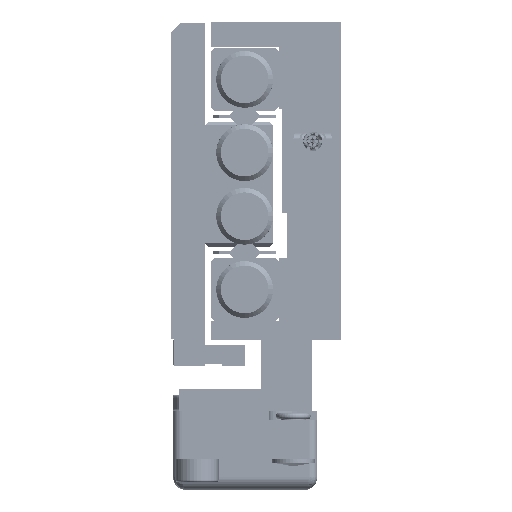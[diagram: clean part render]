
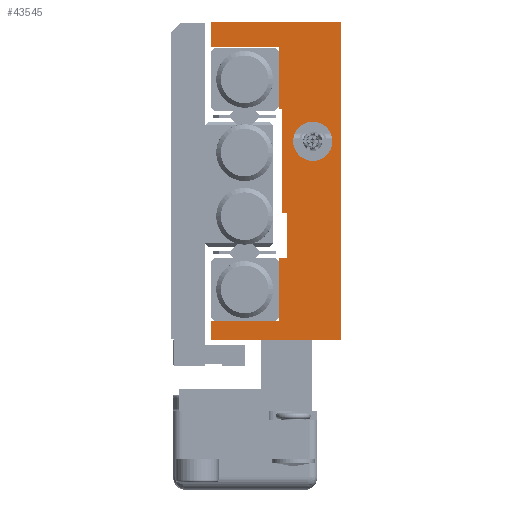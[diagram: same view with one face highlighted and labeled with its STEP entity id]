
A CAD part, left-side view. The second image highlights one B-rep face of the part: STEP entity #43545.
In plain terms, the highlighted planar face has unit normal (-1, 0, 0).
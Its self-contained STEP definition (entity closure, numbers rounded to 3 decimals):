
#687 = CARTESIAN_POINT ( 'NONE',  ( -75., 4.8, -6.8 ) ) ;
#1284 = VERTEX_POINT ( 'NONE', #11874 ) ;
#1316 = VERTEX_POINT ( 'NONE', #87864 ) ;
#1826 = CARTESIAN_POINT ( 'NONE',  ( -75., 4.8, -2.8 ) ) ;
#1943 = VERTEX_POINT ( 'NONE', #46816 ) ;
#3204 = FACE_OUTER_BOUND ( 'NONE', #22689, .T. ) ;
#5448 = VERTEX_POINT ( 'NONE', #23390 ) ;
#6113 = LINE ( 'NONE', #41647, #66466 ) ;
#7516 = DIRECTION ( 'NONE',  ( 0., -1., 0. ) ) ;
#9655 = ORIENTED_EDGE ( 'NONE', *, *, #13275, .T. ) ;
#9737 = DIRECTION ( 'NONE',  ( 0., 1., 0. ) ) ;
#9762 = DIRECTION ( 'NONE',  ( 0., 0., 1. ) ) ;
#11226 = EDGE_CURVE ( 'NONE', #87295, #81324, #50657, .T. ) ;
#11874 = CARTESIAN_POINT ( 'NONE',  ( -75., 5.5, 6.3 ) ) ;
#12561 = VERTEX_POINT ( 'NONE', #63732 ) ;
#12775 = VERTEX_POINT ( 'NONE', #86236 ) ;
#13275 = EDGE_CURVE ( 'NONE', #83903, #67274, #64070, .T. ) ;
#13322 = LINE ( 'NONE', #687, #83135 ) ;
#14158 = VECTOR ( 'NONE', #30357, 1000. ) ;
#14284 = CARTESIAN_POINT ( 'NONE',  ( -75., 5.5, 14. ) ) ;
#14783 = EDGE_CURVE ( 'NONE', #15116, #47301, #34539, .T. ) ;
#15116 = VERTEX_POINT ( 'NONE', #58958 ) ;
#15162 = CARTESIAN_POINT ( 'NONE',  ( -75., 5.5, 11.8 ) ) ;
#15291 = ORIENTED_EDGE ( 'NONE', *, *, #85141, .F. ) ;
#16518 = EDGE_CURVE ( 'NONE', #58710, #12775, #68119, .T. ) ;
#16782 = VECTOR ( 'NONE', #84599, 1000. ) ;
#17137 = CARTESIAN_POINT ( 'NONE',  ( -75., 2.5, 5.227 ) ) ;
#17333 = EDGE_CURVE ( 'NONE', #67274, #41750, #56334, .T. ) ;
#17852 = DIRECTION ( 'NONE',  ( 0., -1., 0. ) ) ;
#18682 = EDGE_CURVE ( 'NONE', #63253, #1943, #59106, .T. ) ;
#19059 = CARTESIAN_POINT ( 'NONE',  ( -75., 5.2, 6.3 ) ) ;
#20370 = AXIS2_PLACEMENT_3D ( 'NONE', #35501, #23317, #50290 ) ;
#21021 = LINE ( 'NONE', #14284, #41686 ) ;
#21045 = DIRECTION ( 'NONE',  ( 0., 0., 1. ) ) ;
#21281 = EDGE_CURVE ( 'NONE', #5448, #15116, #58830, .T. ) ;
#22400 = CARTESIAN_POINT ( 'NONE',  ( -75., 11.5, 11.8 ) ) ;
#22689 = EDGE_LOOP ( 'NONE', ( #37718, #42434, #51280, #72236, #44910, #47738, #25895, #86937, #9655, #66840, #15291, #39165, #61751, #24057 ) ) ;
#23317 = DIRECTION ( 'NONE',  ( -1., 0., 0. ) ) ;
#23390 = CARTESIAN_POINT ( 'NONE',  ( -75., 11.5, -14. ) ) ;
#23450 = PLANE ( 'NONE',  #83861 ) ;
#24057 = ORIENTED_EDGE ( 'NONE', *, *, #16518, .F. ) ;
#24905 = EDGE_LOOP ( 'NONE', ( #81079, #54274 ) ) ;
#25895 = ORIENTED_EDGE ( 'NONE', *, *, #14783, .T. ) ;
#26120 = VECTOR ( 'NONE', #70222, 1000. ) ;
#27457 = VERTEX_POINT ( 'NONE', #19059 ) ;
#27720 = VECTOR ( 'NONE', #77941, 1000. ) ;
#29222 = EDGE_CURVE ( 'NONE', #87295, #12561, #65481, .T. ) ;
#29779 = VECTOR ( 'NONE', #9737, 1000. ) ;
#29822 = LINE ( 'NONE', #57270, #27720 ) ;
#30357 = DIRECTION ( 'NONE',  ( 0., 0., -1. ) ) ;
#31975 = FACE_BOUND ( 'NONE', #24905, .T. ) ;
#34539 = LINE ( 'NONE', #82632, #57317 ) ;
#35306 = CARTESIAN_POINT ( 'NONE',  ( -75., 2.5, 3.5 ) ) ;
#35501 = CARTESIAN_POINT ( 'NONE',  ( -75., 2.5, 3.5 ) ) ;
#35901 = CARTESIAN_POINT ( 'NONE',  ( -75., 11.5, 14. ) ) ;
#36496 = CARTESIAN_POINT ( 'NONE',  ( -75., 0., 14. ) ) ;
#37718 = ORIENTED_EDGE ( 'NONE', *, *, #80143, .F. ) ;
#38079 = LINE ( 'NONE', #65467, #79032 ) ;
#39165 = ORIENTED_EDGE ( 'NONE', *, *, #82131, .F. ) ;
#41647 = CARTESIAN_POINT ( 'NONE',  ( -75., 5.2, 6.3 ) ) ;
#41686 = VECTOR ( 'NONE', #7516, 1000. ) ;
#41750 = VERTEX_POINT ( 'NONE', #15162 ) ;
#42434 = ORIENTED_EDGE ( 'NONE', *, *, #76314, .F. ) ;
#43545 = ADVANCED_FACE ( 'NONE', ( #31975, #3204 ), #23450, .F. ) ;
#44177 = DIRECTION ( 'NONE',  ( 0., -1., 0. ) ) ;
#44910 = ORIENTED_EDGE ( 'NONE', *, *, #78621, .T. ) ;
#45909 = VECTOR ( 'NONE', #9762, 1000. ) ;
#46816 = CARTESIAN_POINT ( 'NONE',  ( -75., 2.5, 1.773 ) ) ;
#47301 = VERTEX_POINT ( 'NONE', #36496 ) ;
#47441 = DIRECTION ( 'NONE',  ( -1., 0., 0. ) ) ;
#47738 = ORIENTED_EDGE ( 'NONE', *, *, #21281, .T. ) ;
#50290 = DIRECTION ( 'NONE',  ( 0., 0., 1. ) ) ;
#50489 = EDGE_CURVE ( 'NONE', #12775, #27457, #6113, .T. ) ;
#50657 = LINE ( 'NONE', #71348, #29779 ) ;
#50874 = DIRECTION ( 'NONE',  ( 1., 0., 0. ) ) ;
#51280 = ORIENTED_EDGE ( 'NONE', *, *, #29222, .F. ) ;
#52080 = CARTESIAN_POINT ( 'NONE',  ( -75., 5.5, -14. ) ) ;
#53291 = CARTESIAN_POINT ( 'NONE',  ( -75., 4.8, -2.8 ) ) ;
#54274 = ORIENTED_EDGE ( 'NONE', *, *, #86857, .F. ) ;
#54722 = AXIS2_PLACEMENT_3D ( 'NONE', #35306, #47441, #62265 ) ;
#55405 = DIRECTION ( 'NONE',  ( 0., 0., 1. ) ) ;
#56209 = VECTOR ( 'NONE', #55405, 1000. ) ;
#56334 = LINE ( 'NONE', #78334, #87761 ) ;
#57161 = CARTESIAN_POINT ( 'NONE',  ( -75., 11.5, -14. ) ) ;
#57270 = CARTESIAN_POINT ( 'NONE',  ( -75., 5.5, 6.3 ) ) ;
#57317 = VECTOR ( 'NONE', #21045, 1000. ) ;
#58050 = LINE ( 'NONE', #57161, #16782 ) ;
#58710 = VERTEX_POINT ( 'NONE', #1826 ) ;
#58830 = LINE ( 'NONE', #52080, #26120 ) ;
#58958 = CARTESIAN_POINT ( 'NONE',  ( -75., 0., -14. ) ) ;
#59106 = CIRCLE ( 'NONE', #20370, 1.727 ) ;
#59416 = CARTESIAN_POINT ( 'NONE',  ( -75., 11.5, -12.3 ) ) ;
#61751 = ORIENTED_EDGE ( 'NONE', *, *, #50489, .F. ) ;
#62265 = DIRECTION ( 'NONE',  ( 0., 0., 1. ) ) ;
#63253 = VERTEX_POINT ( 'NONE', #17137 ) ;
#63732 = CARTESIAN_POINT ( 'NONE',  ( -75., 5.5, -6.8 ) ) ;
#64070 = LINE ( 'NONE', #77584, #14158 ) ;
#65343 = CARTESIAN_POINT ( 'NONE',  ( -75., 5.5, -12.3 ) ) ;
#65467 = CARTESIAN_POINT ( 'NONE',  ( -75., 5.5, -6.8 ) ) ;
#65481 = LINE ( 'NONE', #71367, #45909 ) ;
#66466 = VECTOR ( 'NONE', #75801, 1000. ) ;
#66840 = ORIENTED_EDGE ( 'NONE', *, *, #17333, .T. ) ;
#67274 = VERTEX_POINT ( 'NONE', #22400 ) ;
#68119 = LINE ( 'NONE', #53291, #73376 ) ;
#70222 = DIRECTION ( 'NONE',  ( 0., -1., 0. ) ) ;
#71348 = CARTESIAN_POINT ( 'NONE',  ( -75., 5.5, -12.3 ) ) ;
#71367 = CARTESIAN_POINT ( 'NONE',  ( -75., 5.5, -14. ) ) ;
#72236 = ORIENTED_EDGE ( 'NONE', *, *, #11226, .T. ) ;
#73376 = VECTOR ( 'NONE', #87928, 1000. ) ;
#75801 = DIRECTION ( 'NONE',  ( 0., 0., 1. ) ) ;
#76314 = EDGE_CURVE ( 'NONE', #12561, #1316, #38079, .T. ) ;
#76520 = CARTESIAN_POINT ( 'NONE',  ( -75., 5.5, -14. ) ) ;
#77584 = CARTESIAN_POINT ( 'NONE',  ( -75., 11.5, 14. ) ) ;
#77601 = EDGE_CURVE ( 'NONE', #83903, #47301, #21021, .T. ) ;
#77941 = DIRECTION ( 'NONE',  ( 0., 1., 0. ) ) ;
#78334 = CARTESIAN_POINT ( 'NONE',  ( -75., 5.5, 11.8 ) ) ;
#78621 = EDGE_CURVE ( 'NONE', #81324, #5448, #58050, .T. ) ;
#79032 = VECTOR ( 'NONE', #17852, 1000. ) ;
#79152 = CIRCLE ( 'NONE', #54722, 1.727 ) ;
#80143 = EDGE_CURVE ( 'NONE', #1316, #58710, #13322, .T. ) ;
#81079 = ORIENTED_EDGE ( 'NONE', *, *, #18682, .F. ) ;
#81324 = VERTEX_POINT ( 'NONE', #59416 ) ;
#82131 = EDGE_CURVE ( 'NONE', #27457, #1284, #29822, .T. ) ;
#82632 = CARTESIAN_POINT ( 'NONE',  ( -75., 0., -14. ) ) ;
#83135 = VECTOR ( 'NONE', #83415, 1000. ) ;
#83415 = DIRECTION ( 'NONE',  ( 0., 0., 1. ) ) ;
#83861 = AXIS2_PLACEMENT_3D ( 'NONE', #85505, #50874, #86397 ) ;
#83903 = VERTEX_POINT ( 'NONE', #35901 ) ;
#84152 = LINE ( 'NONE', #76520, #56209 ) ;
#84599 = DIRECTION ( 'NONE',  ( 0., 0., -1. ) ) ;
#85141 = EDGE_CURVE ( 'NONE', #1284, #41750, #84152, .T. ) ;
#85505 = CARTESIAN_POINT ( 'NONE',  ( -75., 5.5, -14. ) ) ;
#86236 = CARTESIAN_POINT ( 'NONE',  ( -75., 5.2, -2.8 ) ) ;
#86397 = DIRECTION ( 'NONE',  ( 0., 0., -1. ) ) ;
#86857 = EDGE_CURVE ( 'NONE', #1943, #63253, #79152, .T. ) ;
#86937 = ORIENTED_EDGE ( 'NONE', *, *, #77601, .F. ) ;
#87295 = VERTEX_POINT ( 'NONE', #65343 ) ;
#87761 = VECTOR ( 'NONE', #44177, 1000. ) ;
#87864 = CARTESIAN_POINT ( 'NONE',  ( -75., 4.8, -6.8 ) ) ;
#87928 = DIRECTION ( 'NONE',  ( 0., 1., 0. ) ) ;
